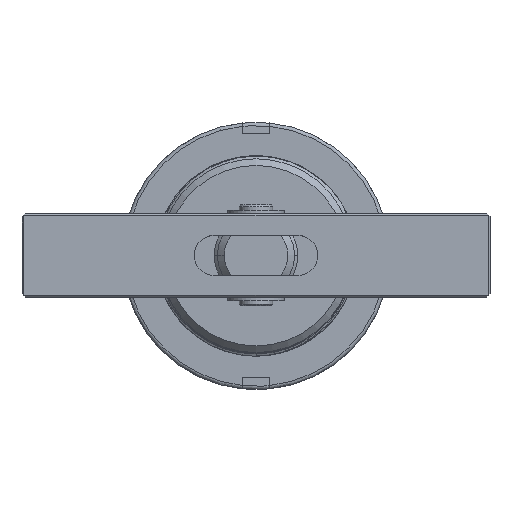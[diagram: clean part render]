
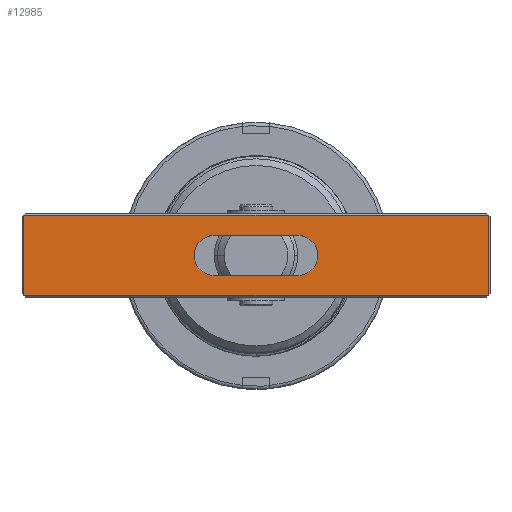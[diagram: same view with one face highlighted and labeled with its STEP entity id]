
A CAD part, top view. The second image highlights one B-rep face of the part: STEP entity #12985.
In plain terms, the highlighted planar face has unit normal (0, 0, 1).
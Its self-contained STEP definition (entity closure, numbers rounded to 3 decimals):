
#43 = VERTEX_POINT ( 'NONE', #9992 ) ;
#51 = LINE ( 'NONE', #10634, #12672 ) ;
#188 = ORIENTED_EDGE ( 'NONE', *, *, #6315, .T. ) ;
#306 = LINE ( 'NONE', #3013, #10848 ) ;
#338 = CARTESIAN_POINT ( 'NONE',  ( 69.5, -12., 25. ) ) ;
#476 = EDGE_CURVE ( 'NONE', #7638, #11070, #10417, .T. ) ;
#705 = EDGE_CURVE ( 'NONE', #8762, #1406, #306, .T. ) ;
#1154 = CARTESIAN_POINT ( 'NONE',  ( -69.5, -12.5, 25. ) ) ;
#1406 = VERTEX_POINT ( 'NONE', #3498 ) ;
#1460 = VERTEX_POINT ( 'NONE', #6637 ) ;
#1610 = DIRECTION ( 'NONE',  ( -1., 0., 0. ) ) ;
#1738 = AXIS2_PLACEMENT_3D ( 'NONE', #10176, #4020, #11203 ) ;
#1785 = CARTESIAN_POINT ( 'NONE',  ( -12.5, -6., 25. ) ) ;
#2101 = ORIENTED_EDGE ( 'NONE', *, *, #12914, .T. ) ;
#2421 = VERTEX_POINT ( 'NONE', #6099 ) ;
#2575 = ORIENTED_EDGE ( 'NONE', *, *, #705, .T. ) ;
#2605 = CARTESIAN_POINT ( 'NONE',  ( 12.5, 0., 25. ) ) ;
#2753 = DIRECTION ( 'NONE',  ( 0., 0., 1. ) ) ;
#3013 = CARTESIAN_POINT ( 'NONE',  ( 69.5, 12.5, 25. ) ) ;
#3248 = EDGE_CURVE ( 'NONE', #2421, #8762, #9718, .T. ) ;
#3260 = PLANE ( 'NONE',  #8083 ) ;
#3337 = FACE_BOUND ( 'NONE', #9220, .T. ) ;
#3498 = CARTESIAN_POINT ( 'NONE',  ( 69.5, 12., 25. ) ) ;
#3645 = DIRECTION ( 'NONE',  ( 1., 0., 0. ) ) ;
#3656 = VECTOR ( 'NONE', #12423, 1000. ) ;
#4020 = DIRECTION ( 'NONE',  ( 0., 0., 1. ) ) ;
#4117 = LINE ( 'NONE', #10773, #12597 ) ;
#4310 = CARTESIAN_POINT ( 'NONE',  ( 0., 0., 25. ) ) ;
#4482 = DIRECTION ( 'NONE',  ( 1., 0., 0. ) ) ;
#5128 = ORIENTED_EDGE ( 'NONE', *, *, #5504, .F. ) ;
#5269 = CARTESIAN_POINT ( 'NONE',  ( -70., 12., 25. ) ) ;
#5315 = DIRECTION ( 'NONE',  ( 1., 0., 0. ) ) ;
#5504 = EDGE_CURVE ( 'NONE', #43, #5937, #11177, .T. ) ;
#5533 = CARTESIAN_POINT ( 'NONE',  ( 70., -12., 25. ) ) ;
#5576 = DIRECTION ( 'NONE',  ( 1., 0., 0. ) ) ;
#5651 = CARTESIAN_POINT ( 'NONE',  ( 12.5, -6., 25. ) ) ;
#5903 = AXIS2_PLACEMENT_3D ( 'NONE', #2605, #9804, #3645 ) ;
#5937 = VERTEX_POINT ( 'NONE', #1785 ) ;
#6092 = ORIENTED_EDGE ( 'NONE', *, *, #10832, .F. ) ;
#6099 = CARTESIAN_POINT ( 'NONE',  ( -69.5, -12., 25. ) ) ;
#6315 = EDGE_CURVE ( 'NONE', #1406, #1460, #11492, .T. ) ;
#6406 = LINE ( 'NONE', #1154, #3656 ) ;
#6476 = EDGE_CURVE ( 'NONE', #11070, #10612, #4117, .T. ) ;
#6637 = CARTESIAN_POINT ( 'NONE',  ( -69.5, 12., 25. ) ) ;
#6645 = ORIENTED_EDGE ( 'NONE', *, *, #3248, .T. ) ;
#6976 = VECTOR ( 'NONE', #5576, 1000. ) ;
#7525 = AXIS2_PLACEMENT_3D ( 'NONE', #8918, #2753, #9946 ) ;
#7638 = VERTEX_POINT ( 'NONE', #5651 ) ;
#8083 = AXIS2_PLACEMENT_3D ( 'NONE', #4310, #11481, #5315 ) ;
#8391 = DIRECTION ( 'NONE',  ( -1., 0., 0. ) ) ;
#8762 = VERTEX_POINT ( 'NONE', #338 ) ;
#8799 = FACE_OUTER_BOUND ( 'NONE', #9871, .T. ) ;
#8918 = CARTESIAN_POINT ( 'NONE',  ( -12.5, 0., 25. ) ) ;
#9134 = DIRECTION ( 'NONE',  ( 0., 1., 0. ) ) ;
#9220 = EDGE_LOOP ( 'NONE', ( #6092, #5128, #11556, #11699, #9230 ) ) ;
#9230 = ORIENTED_EDGE ( 'NONE', *, *, #476, .F. ) ;
#9718 = LINE ( 'NONE', #5533, #6976 ) ;
#9804 = DIRECTION ( 'NONE',  ( 0., 0., 1. ) ) ;
#9871 = EDGE_LOOP ( 'NONE', ( #6645, #2575, #188, #2101 ) ) ;
#9946 = DIRECTION ( 'NONE',  ( 1., 0., 0. ) ) ;
#9992 = CARTESIAN_POINT ( 'NONE',  ( -18.5, 0., 25. ) ) ;
#10162 = CARTESIAN_POINT ( 'NONE',  ( -12.5, 6., 25. ) ) ;
#10176 = CARTESIAN_POINT ( 'NONE',  ( -12.5, 0., 25. ) ) ;
#10417 = CIRCLE ( 'NONE', #5903, 6. ) ;
#10612 = VERTEX_POINT ( 'NONE', #10162 ) ;
#10634 = CARTESIAN_POINT ( 'NONE',  ( -12.5, -6., 25. ) ) ;
#10773 = CARTESIAN_POINT ( 'NONE',  ( -12.5, 6., 25. ) ) ;
#10832 = EDGE_CURVE ( 'NONE', #5937, #7638, #51, .T. ) ;
#10848 = VECTOR ( 'NONE', #9134, 1000. ) ;
#10940 = CARTESIAN_POINT ( 'NONE',  ( 12.5, 6., 25. ) ) ;
#11070 = VERTEX_POINT ( 'NONE', #10940 ) ;
#11177 = CIRCLE ( 'NONE', #7525, 6. ) ;
#11203 = DIRECTION ( 'NONE',  ( 1., 0., 0. ) ) ;
#11481 = DIRECTION ( 'NONE',  ( 0., 0., 1. ) ) ;
#11492 = LINE ( 'NONE', #5269, #13240 ) ;
#11556 = ORIENTED_EDGE ( 'NONE', *, *, #12390, .F. ) ;
#11699 = ORIENTED_EDGE ( 'NONE', *, *, #6476, .F. ) ;
#12390 = EDGE_CURVE ( 'NONE', #10612, #43, #12969, .T. ) ;
#12423 = DIRECTION ( 'NONE',  ( 0., -1., 0. ) ) ;
#12597 = VECTOR ( 'NONE', #1610, 1000. ) ;
#12672 = VECTOR ( 'NONE', #4482, 1000. ) ;
#12914 = EDGE_CURVE ( 'NONE', #1460, #2421, #6406, .T. ) ;
#12969 = CIRCLE ( 'NONE', #1738, 6. ) ;
#12985 = ADVANCED_FACE ( 'NONE', ( #8799, #3337 ), #3260, .T. ) ;
#13240 = VECTOR ( 'NONE', #8391, 1000. ) ;
